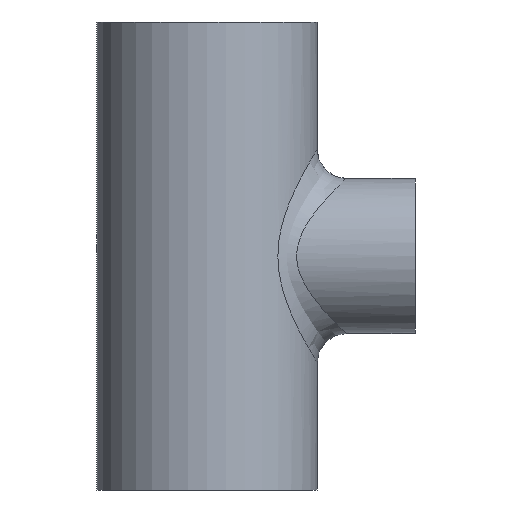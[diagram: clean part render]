
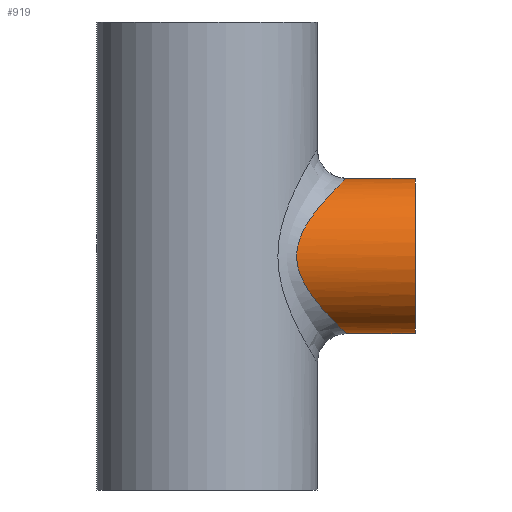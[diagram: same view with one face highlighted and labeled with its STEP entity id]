
A CAD part, front view. The second image highlights one B-rep face of the part: STEP entity #919.
In plain terms, the highlighted cylindrical face has radius 21.2 mm (diameter 42.4 mm), a partial arc.
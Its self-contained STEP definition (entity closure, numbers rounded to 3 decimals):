
#6 = EDGE_CURVE ( 'NONE', #700, #851, #1266, .T. ) ;
#23 = CARTESIAN_POINT ( 'NONE',  ( 27.062, -19.526, 8.283 ) ) ;
#33 = CARTESIAN_POINT ( 'NONE',  ( 27.782, -18.986, -9.455 ) ) ;
#38 = DIRECTION ( 'NONE',  ( 0., 0., -1. ) ) ;
#41 = CARTESIAN_POINT ( 'NONE',  ( 38.15, -0.747, -21.2 ) ) ;
#50 = CARTESIAN_POINT ( 'NONE',  ( 32.917, -14.013, -15.922 ) ) ;
#58 = CARTESIAN_POINT ( 'NONE',  ( 38.15, 0., -21.2 ) ) ;
#145 = EDGE_CURVE ( 'NONE', #1286, #551, #1781, .T. ) ;
#162 = CARTESIAN_POINT ( 'NONE',  ( 38.096, -1.476, 21.149 ) ) ;
#173 = CARTESIAN_POINT ( 'NONE',  ( 25.525, -20.586, 5.079 ) ) ;
#182 = CARTESIAN_POINT ( 'NONE',  ( 37.942, -2.983, -21.002 ) ) ;
#200 = CARTESIAN_POINT ( 'NONE',  ( 24.662, -21.133, -2.266 ) ) ;
#206 = CARTESIAN_POINT ( 'NONE',  ( 38.096, -1.476, 21.149 ) ) ;
#212 = CARTESIAN_POINT ( 'NONE',  ( 24.53, -21.213, -0.003 ) ) ;
#227 = CARTESIAN_POINT ( 'NONE',  ( 38.114, -1.231, 21.166 ) ) ;
#261 = B_SPLINE_CURVE_WITH_KNOTS ( 'NONE', 3,
 ( #1659, #1790, #1820, #360, #1053, #1072, #1081, #341, #1356, #1372, #1198, #1692, #955, #1653, #1682, #322, #613, #622, #23, #1669, #801, #913, #173, #1544, #1234, #1499, #1830, #1811, #212, #200, #933, #471, #512, #1090, #768, #1205, #502, #33, #351, #944, #1531, #1800, #480, #1060, #50, #1364, #490, #1521, #331, #924, #1222, #1510, #182, #777, #41, #58 ),
 .UNSPECIFIED., .F., .F.,
 ( 4, 2, 2, 2, 2, 2, 2, 2, 2, 2, 2, 2, 2, 2, 2, 2, 2, 2, 2, 2, 2, 2, 2, 2, 2, 2, 2, 4 ),
 ( 0.001, 0.006, 0.008, 0.011, 0.015, 0.017, 0.02, 0.024, 0.026, 0.029, 0.031, 0.032, 0.033, 0.035, 0.038, 0.042, 0.043, 0.044, 0.047, 0.049, 0.051, 0.056, 0.058, 0.06, 0.065, 0.069, 0.072, 0.074 ),
 .UNSPECIFIED. ) ;
#267 = ORIENTED_EDGE ( 'NONE', *, *, #498, .T. ) ;
#291 = ORIENTED_EDGE ( 'NONE', *, *, #145, .T. ) ;
#322 = CARTESIAN_POINT ( 'NONE',  ( 28.558, -18.37, 10.6 ) ) ;
#331 = CARTESIAN_POINT ( 'NONE',  ( 35.77, -9.724, -18.89 ) ) ;
#341 = CARTESIAN_POINT ( 'NONE',  ( 35.12, -10.893, 18.237 ) ) ;
#350 = CARTESIAN_POINT ( 'NONE',  ( 57., 0., 0. ) ) ;
#351 = CARTESIAN_POINT ( 'NONE',  ( 28.159, -18.692, -10.023 ) ) ;
#360 = CARTESIAN_POINT ( 'NONE',  ( 37.099, -6.495, 20.193 ) ) ;
#367 = CARTESIAN_POINT ( 'NONE',  ( 38.15, 0., -21.2 ) ) ;
#398 = ORIENTED_EDGE ( 'NONE', *, *, #6, .F. ) ;
#436 = EDGE_CURVE ( 'NONE', #1607, #851, #261, .T. ) ;
#470 = CYLINDRICAL_SURFACE ( 'NONE', #923, 21.2 ) ;
#471 = CARTESIAN_POINT ( 'NONE',  ( 25.649, -20.504, -5.4 ) ) ;
#480 = CARTESIAN_POINT ( 'NONE',  ( 31.343, -15.827, -14.161 ) ) ;
#490 = CARTESIAN_POINT ( 'NONE',  ( 34.052, -12.503, -17.133 ) ) ;
#498 = EDGE_CURVE ( 'NONE', #551, #1607, #1387, .T. ) ;
#502 = CARTESIAN_POINT ( 'NONE',  ( 27.06, -19.528, -8.278 ) ) ;
#512 = CARTESIAN_POINT ( 'NONE',  ( 25.789, -20.412, -5.738 ) ) ;
#551 = VERTEX_POINT ( 'NONE', #1549 ) ;
#596 = DIRECTION ( 'NONE',  ( -1., 0., 0. ) ) ;
#613 = CARTESIAN_POINT ( 'NONE',  ( 28.17, -18.683, 10.04 ) ) ;
#622 = CARTESIAN_POINT ( 'NONE',  ( 27.421, -19.261, 8.88 ) ) ;
#627 = CARTESIAN_POINT ( 'NONE',  ( 38.141, -0.74, 21.191 ) ) ;
#642 = CARTESIAN_POINT ( 'NONE',  ( 38.15, -0.247, 21.2 ) ) ;
#655 = FACE_OUTER_BOUND ( 'NONE', #988, .T. ) ;
#695 = EDGE_CURVE ( 'NONE', #1286, #700, #1728, .T. ) ;
#700 = VERTEX_POINT ( 'NONE', #1535 ) ;
#768 = CARTESIAN_POINT ( 'NONE',  ( 26.236, -20.109, -6.721 ) ) ;
#777 = CARTESIAN_POINT ( 'NONE',  ( 38.108, -1.493, -21.161 ) ) ;
#801 = CARTESIAN_POINT ( 'NONE',  ( 26.077, -20.219, 6.412 ) ) ;
#802 = VECTOR ( 'NONE', #596, 1000. ) ;
#840 = CARTESIAN_POINT ( 'NONE',  ( 57., 0., -21.2 ) ) ;
#851 = VERTEX_POINT ( 'NONE', #367 ) ;
#913 = CARTESIAN_POINT ( 'NONE',  ( 25.657, -20.499, 5.417 ) ) ;
#919 = ADVANCED_FACE ( 'NONE', ( #655 ), #470, .T. ) ;
#923 = AXIS2_PLACEMENT_3D ( 'NONE', #350, #1819, #1810 ) ;
#924 = CARTESIAN_POINT ( 'NONE',  ( 36.896, -7.169, -20. ) ) ;
#933 = CARTESIAN_POINT ( 'NONE',  ( 25.007, -20.924, -3.691 ) ) ;
#944 = CARTESIAN_POINT ( 'NONE',  ( 28.935, -18.056, -11.127 ) ) ;
#955 = CARTESIAN_POINT ( 'NONE',  ( 31.739, -15.377, 14.608 ) ) ;
#988 = EDGE_LOOP ( 'NONE', ( #398, #1898, #291, #267, #1751 ) ) ;
#1007 = CARTESIAN_POINT ( 'NONE',  ( 57., 0., 21.2 ) ) ;
#1013 = AXIS2_PLACEMENT_3D ( 'NONE', #1361, #1067, #38 ) ;
#1015 = CARTESIAN_POINT ( 'NONE',  ( 57., 0., 21.2 ) ) ;
#1053 = CARTESIAN_POINT ( 'NONE',  ( 36.859, -7.177, 19.96 ) ) ;
#1060 = CARTESIAN_POINT ( 'NONE',  ( 32.526, -14.484, -15.494 ) ) ;
#1067 = DIRECTION ( 'NONE',  ( 1., 0., 0. ) ) ;
#1072 = CARTESIAN_POINT ( 'NONE',  ( 36.331, -8.479, 19.443 ) ) ;
#1081 = CARTESIAN_POINT ( 'NONE',  ( 36.043, -9.101, 19.159 ) ) ;
#1090 = CARTESIAN_POINT ( 'NONE',  ( 26.082, -20.214, -6.398 ) ) ;
#1198 = CARTESIAN_POINT ( 'NONE',  ( 32.921, -14.007, 15.926 ) ) ;
#1205 = CARTESIAN_POINT ( 'NONE',  ( 26.716, -19.775, -7.67 ) ) ;
#1214 = CARTESIAN_POINT ( 'NONE',  ( 38.15, 0., 21.2 ) ) ;
#1222 = CARTESIAN_POINT ( 'NONE',  ( 37.348, -5.828, -20.434 ) ) ;
#1234 = CARTESIAN_POINT ( 'NONE',  ( 25.168, -20.816, 4.034 ) ) ;
#1252 = VECTOR ( 'NONE', #1584, 1000. ) ;
#1266 = LINE ( 'NONE', #840, #1252 ) ;
#1286 = VERTEX_POINT ( 'NONE', #1015 ) ;
#1356 = CARTESIAN_POINT ( 'NONE',  ( 34.427, -11.99, 17.531 ) ) ;
#1361 = CARTESIAN_POINT ( 'NONE',  ( 57., 0., 0. ) ) ;
#1364 = CARTESIAN_POINT ( 'NONE',  ( 33.681, -13.02, -16.743 ) ) ;
#1372 = CARTESIAN_POINT ( 'NONE',  ( 33.309, -13.516, 16.345 ) ) ;
#1387 = B_SPLINE_CURVE_WITH_KNOTS ( 'NONE', 3,
 ( #1214, #642, #627, #227, #206 ),
 .UNSPECIFIED., .F., .F.,
 ( 4, 1, 4 ),
 ( 0., 0.001, 0.001 ),
 .UNSPECIFIED. ) ;
#1499 = CARTESIAN_POINT ( 'NONE',  ( 24.87, -21.004, 2.964 ) ) ;
#1510 = CARTESIAN_POINT ( 'NONE',  ( 37.819, -3.708, -20.886 ) ) ;
#1521 = CARTESIAN_POINT ( 'NONE',  ( 35.118, -10.888, -18.237 ) ) ;
#1531 = CARTESIAN_POINT ( 'NONE',  ( 29.335, -17.714, -11.664 ) ) ;
#1535 = CARTESIAN_POINT ( 'NONE',  ( 57., 0., -21.2 ) ) ;
#1544 = CARTESIAN_POINT ( 'NONE',  ( 25.281, -20.744, 4.388 ) ) ;
#1549 = CARTESIAN_POINT ( 'NONE',  ( 38.15, 0., 21.2 ) ) ;
#1584 = DIRECTION ( 'NONE',  ( -1., 0., 0. ) ) ;
#1607 = VERTEX_POINT ( 'NONE', #162 ) ;
#1653 = CARTESIAN_POINT ( 'NONE',  ( 30.542, -16.629, 13.209 ) ) ;
#1659 = CARTESIAN_POINT ( 'NONE',  ( 38.096, -1.476, 21.149 ) ) ;
#1669 = CARTESIAN_POINT ( 'NONE',  ( 26.39, -20.005, 7.049 ) ) ;
#1682 = CARTESIAN_POINT ( 'NONE',  ( 29.736, -17.374, 12.214 ) ) ;
#1692 = CARTESIAN_POINT ( 'NONE',  ( 32.136, -14.937, 15.058 ) ) ;
#1728 = CIRCLE ( 'NONE', #1013, 21.2 ) ;
#1751 = ORIENTED_EDGE ( 'NONE', *, *, #436, .T. ) ;
#1781 = LINE ( 'NONE', #1007, #802 ) ;
#1790 = CARTESIAN_POINT ( 'NONE',  ( 37.985, -2.98, 21.044 ) ) ;
#1800 = CARTESIAN_POINT ( 'NONE',  ( 30.535, -16.63, -13.208 ) ) ;
#1810 = DIRECTION ( 'NONE',  ( 0., 0., 1. ) ) ;
#1811 = CARTESIAN_POINT ( 'NONE',  ( 24.553, -21.199, 0.758 ) ) ;
#1819 = DIRECTION ( 'NONE',  ( -1., 0., 0. ) ) ;
#1820 = CARTESIAN_POINT ( 'NONE',  ( 37.712, -4.419, 20.784 ) ) ;
#1830 = CARTESIAN_POINT ( 'NONE',  ( 24.724, -21.095, 2.238 ) ) ;
#1898 = ORIENTED_EDGE ( 'NONE', *, *, #695, .F. ) ;
